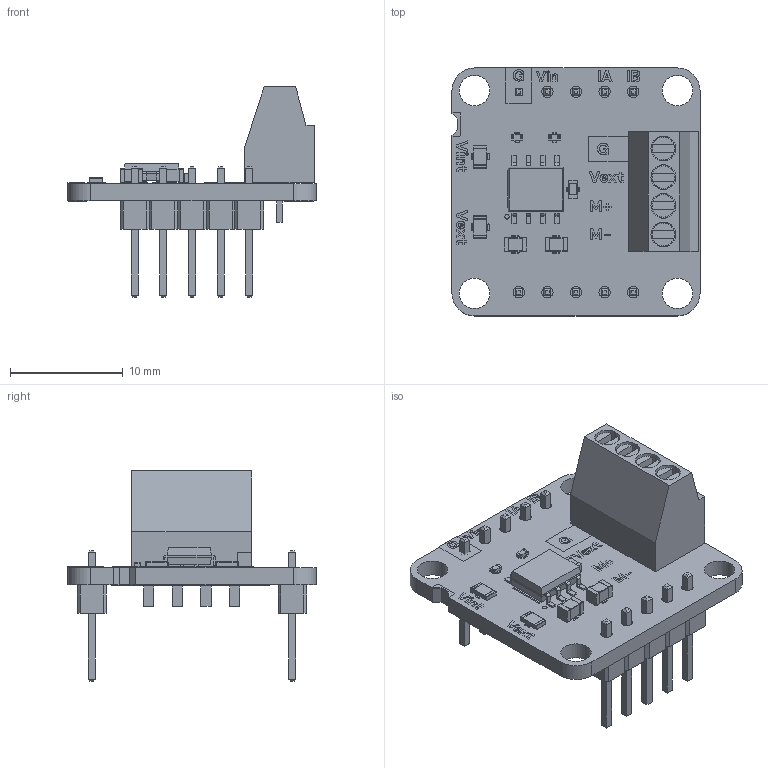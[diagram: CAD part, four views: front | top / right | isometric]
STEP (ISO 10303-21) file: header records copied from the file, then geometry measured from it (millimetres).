
FILE_DESCRIPTION(('KiCad electronic assembly'),'2;1');
FILE_NAME('STP_AX22_0032.step','2025-07-08T01:01:57',('Pcbnew'),('Kicad' ),'Open CASCADE STEP processor 7.8','KiCad to STEP converter', 'Unknown');
FILE_SCHEMA(('AUTOMOTIVE_DESIGN { 1 0 10303 214 1 1 1 1 }'));
Length unit declared in the file: millimetre
Products named in the file (10): STP_AX22_0032 1; C_0603_1608Metric; TerminalBlock_Phoenix_MPT-0,5-4-2.54_1x04_P2.54mm_Horizontal; R_0402_1005Metric; R_0805_2012Metric; SOIC127P600X170-9N; C_0805_2012Metric; PinHeader_1x05_P2.54mm_Vertical; AX22_Motor-Driver-L9110S_silkscreen; AX22_Motor-Driver-L9110S_PCB
Assembly tree (13 placements, depth 2):
  STP_AX22_0032 1
    C_0603_1608Metric
    TerminalBlock_Phoenix_MPT-0,5-4-2.54_1x04_P2.54mm_Horizontal
    R_0402_1005Metric  x2
    R_0805_2012Metric  x2
    SOIC127P600X170-9N
    C_0805_2012Metric  x2
    PinHeader_1x05_P2.54mm_Vertical  x2
    AX22_Motor-Driver-L9110S_silkscreen
    AX22_Motor-Driver-L9110S_PCB
Bounding box: 22 x 22 x 18.64 mm (x, y, z)
Volume: 1303.9 mm3; surface area: 2704.7 mm2
Topology: 21 solids, 97 shells, 826 faces, 3359 edges, 2694 vertices
Faces by surface type: plane 680, cylinder 130, bspline 16
Full cylindrical faces by diameter (mm): 1 x10, 1.2 x4, 2 x4, 2.2 x4, 2.7 x4
Entity records: 32520 total; most frequent: CARTESIAN_POINT 5929, DIRECTION 4562, ORIENTED_EDGE 4210, EDGE_CURVE 2855, VERTEX_POINT 2374, LINE 2356, VECTOR 2356, AXIS2_PLACEMENT_3D 1103
